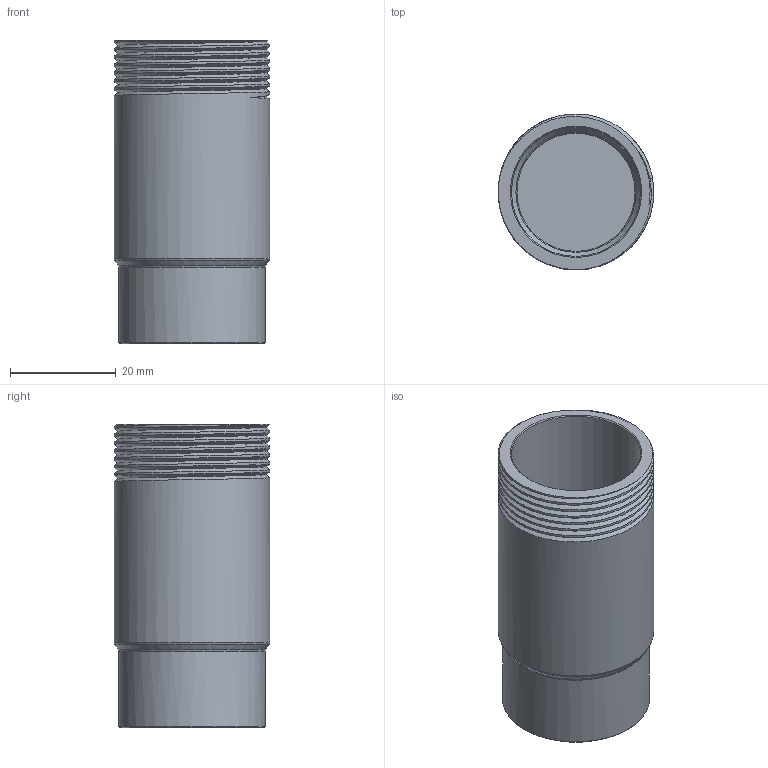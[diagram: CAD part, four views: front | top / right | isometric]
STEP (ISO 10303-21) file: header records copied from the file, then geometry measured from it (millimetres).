
FILE_DESCRIPTION(('FreeCAD Model'),'2;1');
FILE_NAME('Open CASCADE Shape Model','2025-07-13T14:35:20',(''),(''), 'Open CASCADE STEP processor 7.8','FreeCAD','Unknown');
FILE_SCHEMA(('AUTOMOTIVE_DESIGN { 1 0 10303 214 1 1 1 1 }'));
Length unit declared in the file: millimetre
Products named in the file (1): bottom
Bounding box: 29.5 x 29.5 x 57.5 mm (x, y, z)
Volume: 12812.3 mm3; surface area: 11056.2 mm2
Topology: 1 solids, 1 shells, 39 faces, 91 edges, 55 vertices
Faces by surface type: bspline 20, cylinder 11, cone 5, plane 3
Full cylindrical faces by diameter (mm): 22.8 x1, 24.5 x1, 27.8 x1, 29.5 x7
Entity records: 6230 total; most frequent: CARTESIAN_POINT 4659, ORIENTED_EDGE 182, PCURVE 182, DEFINITIONAL_REPRESENTATION 182, DIRECTION 180, B_SPLINE_CURVE_WITH_KNOTS 140, LINE 120, VECTOR 120
